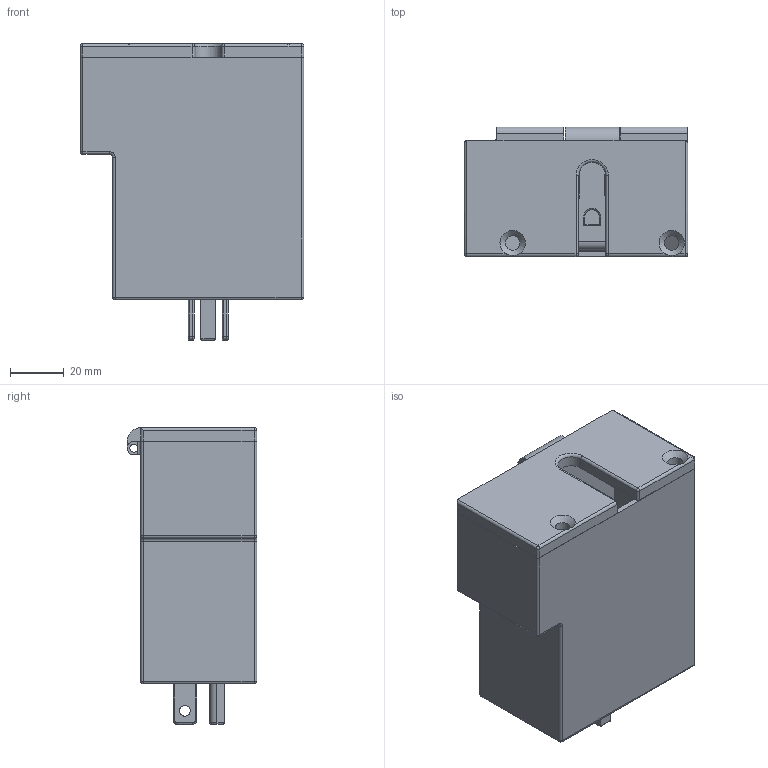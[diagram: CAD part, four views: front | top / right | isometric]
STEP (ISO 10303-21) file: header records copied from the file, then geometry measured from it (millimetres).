
FILE_DESCRIPTION(/* description */ (''),/* implementation_level */ '2;1');
FILE_NAME(/* name */ 'housing final project v8.step',/* time_stamp */ '2025-04-14T19:13:57-04:00',/* author */ (''),/* organization */ (''),/* preprocessor_version */ 'ST-DEVELOPER v20.1',/* originating_system */ 'Autodesk Translation Framework v14.4.0.0',/* authorisation */ '');
FILE_SCHEMA (('AUTOMOTIVE_DESIGN { 1 0 10303 214 3 1 1 }'));
Length unit declared in the file: millimetre
Products named in the file (4): housing final project; Component4; Component5; Component6
Assembly tree (3 placements, depth 2):
  housing final project
    Component4
    Component5
    Component6
Bounding box: 83.04 x 48.1 x 110.1 mm (x, y, z)
Volume: 171242.1 mm3; surface area: 70716.7 mm2
Topology: 3 solids, 3 shells, 359 faces, 909 edges, 572 vertices
Faces by surface type: plane 152, bspline 92, cylinder 82, sphere 18, torus 12, cone 3
Full cylindrical faces by diameter (mm): 3 x3, 4 x2, 5.4 x4
Entity records: 11704 total; most frequent: CARTESIAN_POINT 3438, ORIENTED_EDGE 1818, DIRECTION 1448, EDGE_CURVE 909, VERTEX_POINT 572, LINE 546, VECTOR 546, AXIS2_PLACEMENT_3D 451
